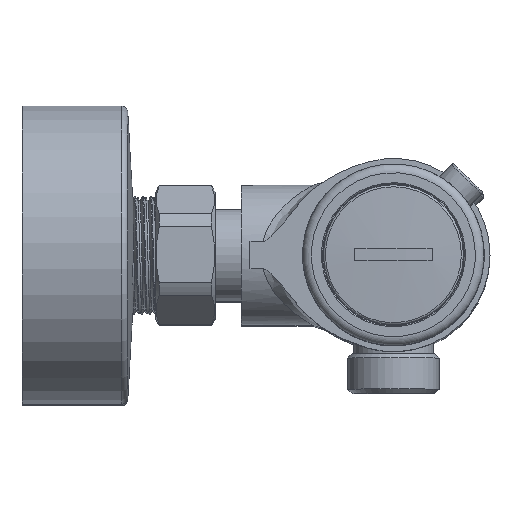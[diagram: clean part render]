
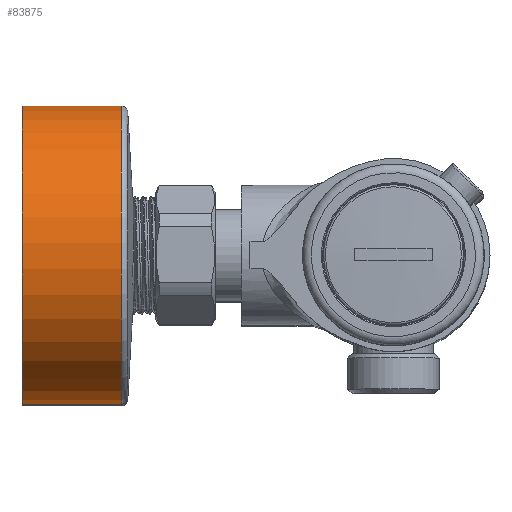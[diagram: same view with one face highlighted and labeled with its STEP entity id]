
A CAD part, top view. The second image highlights one B-rep face of the part: STEP entity #83875.
In plain terms, the highlighted cylindrical face has radius 33.75 mm (diameter 67.5 mm), a full revolution.
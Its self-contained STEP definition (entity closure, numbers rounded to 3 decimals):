
#8528 = AXIS2_PLACEMENT_3D ( 'NONE', #87753, #15092, #10737 ) ;
#10737 = DIRECTION ( 'NONE',  ( 0., -0.265, 0.964 ) ) ;
#15092 = DIRECTION ( 'NONE',  ( 1., 0., 0. ) ) ;
#17351 = CARTESIAN_POINT ( 'NONE',  ( -83.8, -8.93, 17.047 ) ) ;
#19350 = DIRECTION ( 'NONE',  ( 0., -0.265, 0.964 ) ) ;
#21677 = CYLINDRICAL_SURFACE ( 'NONE', #70203, 33.75 ) ;
#30744 = VERTEX_POINT ( 'NONE', #17351 ) ;
#32981 = AXIS2_PLACEMENT_3D ( 'NONE', #77688, #86256, #19350 ) ;
#35812 = EDGE_LOOP ( 'NONE', ( #47083 ) ) ;
#42114 = CIRCLE ( 'NONE', #8528, 33.75 ) ;
#47083 = ORIENTED_EDGE ( 'NONE', *, *, #51475, .T. ) ;
#49765 = CIRCLE ( 'NONE', #32981, 33.75 ) ;
#50524 = ORIENTED_EDGE ( 'NONE', *, *, #75343, .F. ) ;
#50829 = DIRECTION ( 'NONE',  ( 1., 0., 0. ) ) ;
#51475 = EDGE_CURVE ( 'NONE', #30744, #30744, #49765, .T. ) ;
#57457 = CARTESIAN_POINT ( 'NONE',  ( -61.419, -8.93, 17.047 ) ) ;
#57986 = FACE_OUTER_BOUND ( 'NONE', #35812, .T. ) ;
#70203 = AXIS2_PLACEMENT_3D ( 'NONE', #88091, #50829, #81396 ) ;
#75096 = EDGE_LOOP ( 'NONE', ( #50524 ) ) ;
#75343 = EDGE_CURVE ( 'NONE', #79461, #79461, #42114, .T. ) ;
#77688 = CARTESIAN_POINT ( 'NONE',  ( -83.8, 0., -15.5 ) ) ;
#79461 = VERTEX_POINT ( 'NONE', #57457 ) ;
#80470 = FACE_OUTER_BOUND ( 'NONE', #75096, .T. ) ;
#81396 = DIRECTION ( 'NONE',  ( 0., -0.265, 0.964 ) ) ;
#83875 = ADVANCED_FACE ( 'NONE', ( #57986, #80470 ), #21677, .T. ) ;
#86256 = DIRECTION ( 'NONE',  ( 1., 0., 0. ) ) ;
#87753 = CARTESIAN_POINT ( 'NONE',  ( -61.419, 0., -15.5 ) ) ;
#88091 = CARTESIAN_POINT ( 'NONE',  ( -56.32, 0., -15.5 ) ) ;
